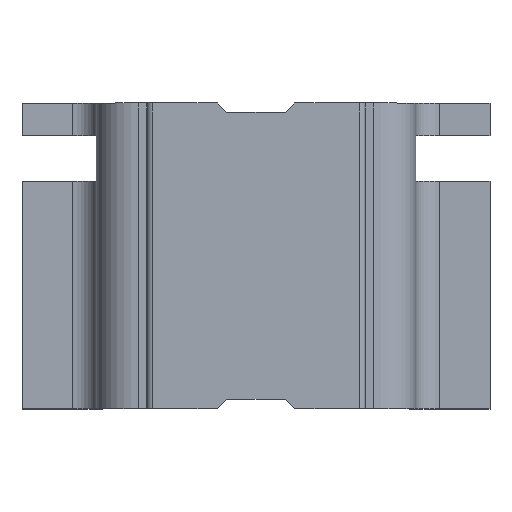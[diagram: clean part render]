
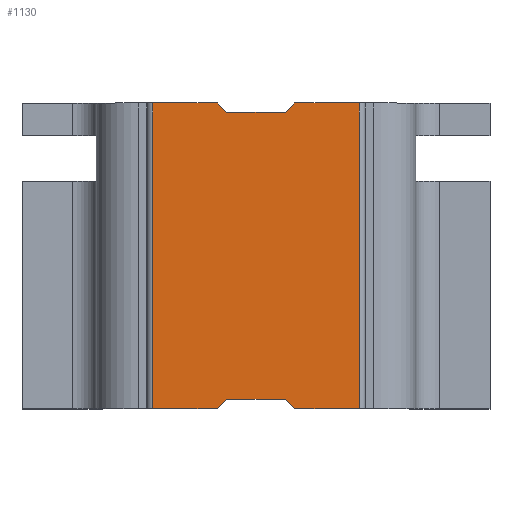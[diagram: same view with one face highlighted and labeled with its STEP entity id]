
A CAD part, top view. The second image highlights one B-rep face of the part: STEP entity #1130.
In plain terms, the highlighted planar face has unit normal (0, 0, 1).
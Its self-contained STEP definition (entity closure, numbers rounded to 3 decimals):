
#74=FACE_OUTER_BOUND($,#134,.T.);
#134=EDGE_LOOP($,(#959,#960,#961,#962,#963,#964,#965,#966,#967,#968,#969,
#970));
#273=LINE($,#1802,#407);
#275=LINE($,#1808,#409);
#276=LINE($,#1810,#410);
#277=LINE($,#1812,#411);
#278=LINE($,#1814,#412);
#279=LINE($,#1816,#413);
#280=LINE($,#1818,#414);
#281=LINE($,#1820,#415);
#282=LINE($,#1822,#416);
#283=LINE($,#1824,#417);
#284=LINE($,#1826,#418);
#285=LINE($,#1827,#419);
#407=VECTOR($,#1478,6.6);
#409=VECTOR($,#1484,1.393);
#410=VECTOR($,#1485,0.287);
#411=VECTOR($,#1486,1.27);
#412=VECTOR($,#1487,0.287);
#413=VECTOR($,#1488,1.393);
#414=VECTOR($,#1489,6.6);
#415=VECTOR($,#1490,1.393);
#416=VECTOR($,#1491,0.287);
#417=VECTOR($,#1492,1.27);
#418=VECTOR($,#1493,0.287);
#419=VECTOR($,#1494,1.393);
#526=VERTEX_POINT($,#1799);
#527=VERTEX_POINT($,#1801);
#529=VERTEX_POINT($,#1807);
#530=VERTEX_POINT($,#1809);
#531=VERTEX_POINT($,#1811);
#532=VERTEX_POINT($,#1813);
#533=VERTEX_POINT($,#1815);
#534=VERTEX_POINT($,#1817);
#535=VERTEX_POINT($,#1819);
#536=VERTEX_POINT($,#1821);
#537=VERTEX_POINT($,#1823);
#538=VERTEX_POINT($,#1825);
#674=EDGE_CURVE($,#526,#527,#273,.T.);
#677=EDGE_CURVE($,#526,#529,#275,.T.);
#678=EDGE_CURVE($,#529,#530,#276,.T.);
#679=EDGE_CURVE($,#530,#531,#277,.T.);
#680=EDGE_CURVE($,#531,#532,#278,.T.);
#681=EDGE_CURVE($,#532,#533,#279,.T.);
#682=EDGE_CURVE($,#534,#533,#280,.T.);
#683=EDGE_CURVE($,#535,#534,#281,.T.);
#684=EDGE_CURVE($,#535,#536,#282,.T.);
#685=EDGE_CURVE($,#536,#537,#283,.T.);
#686=EDGE_CURVE($,#537,#538,#284,.T.);
#687=EDGE_CURVE($,#527,#538,#285,.T.);
#959=ORIENTED_EDGE($,*,*,#674,.F.);
#960=ORIENTED_EDGE($,*,*,#677,.T.);
#961=ORIENTED_EDGE($,*,*,#678,.T.);
#962=ORIENTED_EDGE($,*,*,#679,.T.);
#963=ORIENTED_EDGE($,*,*,#680,.T.);
#964=ORIENTED_EDGE($,*,*,#681,.T.);
#965=ORIENTED_EDGE($,*,*,#682,.F.);
#966=ORIENTED_EDGE($,*,*,#683,.F.);
#967=ORIENTED_EDGE($,*,*,#684,.T.);
#968=ORIENTED_EDGE($,*,*,#685,.T.);
#969=ORIENTED_EDGE($,*,*,#686,.T.);
#970=ORIENTED_EDGE($,*,*,#687,.F.);
#1071=PLANE($,#1223);
#1130=ADVANCED_FACE($,(#74),#1071,.T.);
#1223=AXIS2_PLACEMENT_3D($,#1806,#1482,#1483);
#1478=DIRECTION($,(0.,-1.,0.));
#1482=DIRECTION('center_axis',(0.,0.,1.));
#1483=DIRECTION('ref_axis',(1.,0.,0.));
#1484=DIRECTION($,(-1.,0.,0.));
#1485=DIRECTION($,(-0.707,-0.707,0.));
#1486=DIRECTION($,(-1.,0.,0.));
#1487=DIRECTION($,(-0.707,0.707,0.));
#1488=DIRECTION($,(-1.,0.,0.));
#1489=DIRECTION($,(0.,1.,0.));
#1490=DIRECTION($,(-1.,0.,0.));
#1491=DIRECTION($,(0.707,0.707,0.));
#1492=DIRECTION($,(1.,0.,0.));
#1493=DIRECTION($,(0.707,-0.707,0.));
#1494=DIRECTION($,(-1.,0.,0.));
#1799=CARTESIAN_POINT('',(2.231,6.6,1.46));
#1801=CARTESIAN_POINT('',(2.231,0.,1.46));
#1802=CARTESIAN_POINT($,(2.231,0.,1.46));
#1806=CARTESIAN_POINT('Origin',(-2.358,0.,1.46));
#1807=CARTESIAN_POINT('',(0.838,6.6,1.46));
#1808=CARTESIAN_POINT($,(-1.179,6.6,1.46));
#1809=CARTESIAN_POINT('',(0.635,6.397,1.46));
#1810=CARTESIAN_POINT($,(-1.611,4.151,1.46));
#1811=CARTESIAN_POINT('',(-0.635,6.397,1.46));
#1812=CARTESIAN_POINT($,(-0.861,6.397,1.46));
#1813=CARTESIAN_POINT('',(-0.838,6.6,1.46));
#1814=CARTESIAN_POINT($,(0.534,5.229,1.46));
#1815=CARTESIAN_POINT('',(-2.231,6.6,1.46));
#1816=CARTESIAN_POINT($,(-1.179,6.6,1.46));
#1817=CARTESIAN_POINT('',(-2.231,0.,1.46));
#1818=CARTESIAN_POINT($,(-2.231,0.,1.46));
#1819=CARTESIAN_POINT('',(-0.838,0.,1.46));
#1820=CARTESIAN_POINT($,(2.358,0.,1.46));
#1821=CARTESIAN_POINT('',(-0.635,0.203,1.46));
#1822=CARTESIAN_POINT($,(-1.218,-0.38,1.46));
#1823=CARTESIAN_POINT('',(0.635,0.203,1.46));
#1824=CARTESIAN_POINT($,(-1.497,0.203,1.46));
#1825=CARTESIAN_POINT('',(0.838,0.,1.46));
#1826=CARTESIAN_POINT($,(-0.062,0.901,1.46));
#1827=CARTESIAN_POINT($,(2.358,0.,1.46));
